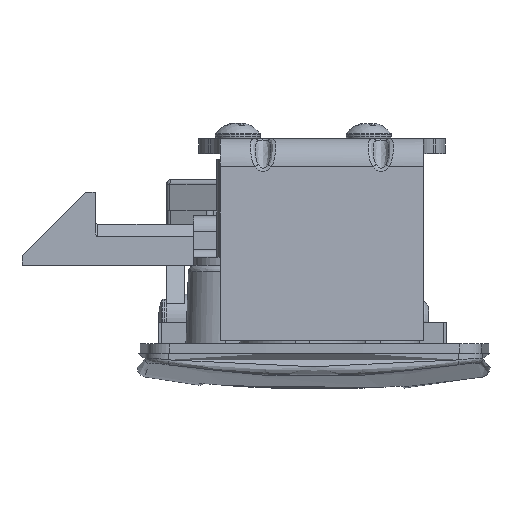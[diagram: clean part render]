
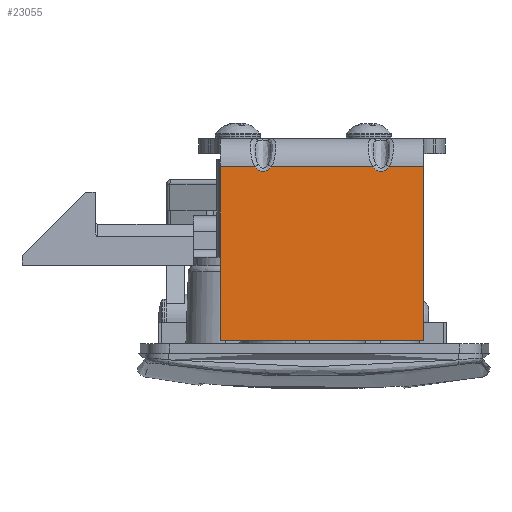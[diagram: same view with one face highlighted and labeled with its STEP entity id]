
A CAD part, front view. The second image highlights one B-rep face of the part: STEP entity #23055.
In plain terms, the highlighted face is planar.
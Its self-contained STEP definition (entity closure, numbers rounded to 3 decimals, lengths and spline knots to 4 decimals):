
#2811=LINE('',#47083,#4966);
#2812=LINE('',#47305,#4967);
#2813=LINE('',#47307,#4968);
#2814=LINE('',#47309,#4969);
#2815=LINE('',#47311,#4970);
#2816=LINE('',#47312,#4971);
#4966=VECTOR('',#30379,0.3937);
#4967=VECTOR('',#30392,0.3937);
#4968=VECTOR('',#30393,0.3937);
#4969=VECTOR('',#30394,0.3937);
#4970=VECTOR('',#30395,0.3937);
#4971=VECTOR('',#30396,0.3937);
#5503=B_SPLINE_CURVE_WITH_KNOTS('',3,(#46994,#46995,#46996,#46997,#46998,
#46999,#47000,#47001),.UNSPECIFIED.,.F.,.F.,(4,1,1,1,1,4),(0.,0.0419,
0.0838,0.1675,0.2304,0.2932),
 .UNSPECIFIED.);
#5508=B_SPLINE_CURVE_WITH_KNOTS('',3,(#47130,#47131,#47132,#47133,#47134,
#47135,#47136,#47137),.UNSPECIFIED.,.F.,.F.,(4,1,1,1,1,4),(0.,0.0419,
0.0838,0.1675,0.2304,0.2932),
 .UNSPECIFIED.);
#6816=FACE_OUTER_BOUND('',#8198,.T.);
#8198=EDGE_LOOP('',(#20362,#20363,#20364,#20365,#20366,#20367,#20368,#20369));
#10920=VERTEX_POINT('',#46941);
#10922=VERTEX_POINT('',#46992);
#10923=VERTEX_POINT('',#47074);
#10925=VERTEX_POINT('',#47128);
#10929=VERTEX_POINT('',#47304);
#10930=VERTEX_POINT('',#47306);
#10931=VERTEX_POINT('',#47308);
#10932=VERTEX_POINT('',#47310);
#14102=EDGE_CURVE('',#10922,#10920,#5503,.T.);
#14107=EDGE_CURVE('',#10923,#10922,#2811,.T.);
#14109=EDGE_CURVE('',#10925,#10923,#5508,.T.);
#14118=EDGE_CURVE('',#10929,#10925,#2812,.T.);
#14119=EDGE_CURVE('',#10929,#10930,#2813,.T.);
#14120=EDGE_CURVE('',#10930,#10931,#2814,.T.);
#14121=EDGE_CURVE('',#10931,#10932,#2815,.T.);
#14122=EDGE_CURVE('',#10920,#10932,#2816,.T.);
#20362=ORIENTED_EDGE('',*,*,#14102,.F.);
#20363=ORIENTED_EDGE('',*,*,#14107,.F.);
#20364=ORIENTED_EDGE('',*,*,#14109,.F.);
#20365=ORIENTED_EDGE('',*,*,#14118,.F.);
#20366=ORIENTED_EDGE('',*,*,#14119,.T.);
#20367=ORIENTED_EDGE('',*,*,#14120,.T.);
#20368=ORIENTED_EDGE('',*,*,#14121,.T.);
#20369=ORIENTED_EDGE('',*,*,#14122,.F.);
#21896=PLANE('',#25062);
#23055=ADVANCED_FACE('',(#6816),#21896,.T.);
#25062=AXIS2_PLACEMENT_3D('',#47303,#30390,#30391);
#30379=DIRECTION('',(0.,0.,-1.));
#30390=DIRECTION('center_axis',(0.053,-0.999,0.));
#30391=DIRECTION('ref_axis',(0.,0.,-1.));
#30392=DIRECTION('',(0.,0.,-1.));
#30393=DIRECTION('',(-0.999,-0.053,0.));
#30394=DIRECTION('',(0.,0.,-1.));
#30395=DIRECTION('',(0.999,0.053,0.));
#30396=DIRECTION('',(0.,0.,-1.));
#46941=CARTESIAN_POINT('',(-0.0805,-1.6134,-0.4029));
#46992=CARTESIAN_POINT('',(-0.0805,-1.6134,-0.3051));
#46994=CARTESIAN_POINT('Ctrl Pts',(-0.0805,-1.6134,
-0.3051));
#46995=CARTESIAN_POINT('Ctrl Pts',(-0.0848,-1.6136,
-0.3085));
#46996=CARTESIAN_POINT('Ctrl Pts',(-0.0929,-1.614,
-0.3161));
#46997=CARTESIAN_POINT('Ctrl Pts',(-0.1058,-1.6147,
-0.3342));
#46998=CARTESIAN_POINT('Ctrl Pts',(-0.1105,-1.615,
-0.36));
#46999=CARTESIAN_POINT('Ctrl Pts',(-0.0988,-1.6143,
-0.386));
#47000=CARTESIAN_POINT('Ctrl Pts',(-0.087,-1.6137,
-0.3978));
#47001=CARTESIAN_POINT('Ctrl Pts',(-0.0805,-1.6134,
-0.4029));
#47074=CARTESIAN_POINT('',(-0.0805,-1.6134,0.3051));
#47083=CARTESIAN_POINT('',(-0.0805,-1.6134,0.));
#47128=CARTESIAN_POINT('',(-0.0805,-1.6134,0.4029));
#47130=CARTESIAN_POINT('Ctrl Pts',(-0.0805,-1.6134,
0.4029));
#47131=CARTESIAN_POINT('Ctrl Pts',(-0.0848,-1.6136,
0.3995));
#47132=CARTESIAN_POINT('Ctrl Pts',(-0.0929,-1.614,
0.3919));
#47133=CARTESIAN_POINT('Ctrl Pts',(-0.1058,-1.6147,
0.3738));
#47134=CARTESIAN_POINT('Ctrl Pts',(-0.1105,-1.615,
0.348));
#47135=CARTESIAN_POINT('Ctrl Pts',(-0.0988,-1.6143,
0.322));
#47136=CARTESIAN_POINT('Ctrl Pts',(-0.087,-1.6137,
0.3102));
#47137=CARTESIAN_POINT('Ctrl Pts',(-0.0805,-1.6134,
0.3051));
#47303=CARTESIAN_POINT('Origin',(-0.0805,-1.6134,0.));
#47304=CARTESIAN_POINT('',(-0.0805,-1.6134,0.61));
#47305=CARTESIAN_POINT('',(-0.0805,-1.6134,0.));
#47306=CARTESIAN_POINT('',(-1.1202,-1.6684,0.61));
#47307=CARTESIAN_POINT('',(-0.0044,-1.6094,0.61));
#47308=CARTESIAN_POINT('',(-1.1202,-1.6684,-0.61));
#47309=CARTESIAN_POINT('',(-1.1202,-1.6684,0.));
#47310=CARTESIAN_POINT('',(-0.0805,-1.6134,-0.61));
#47311=CARTESIAN_POINT('',(0.0217,-1.608,-0.61));
#47312=CARTESIAN_POINT('',(-0.0805,-1.6134,0.));
